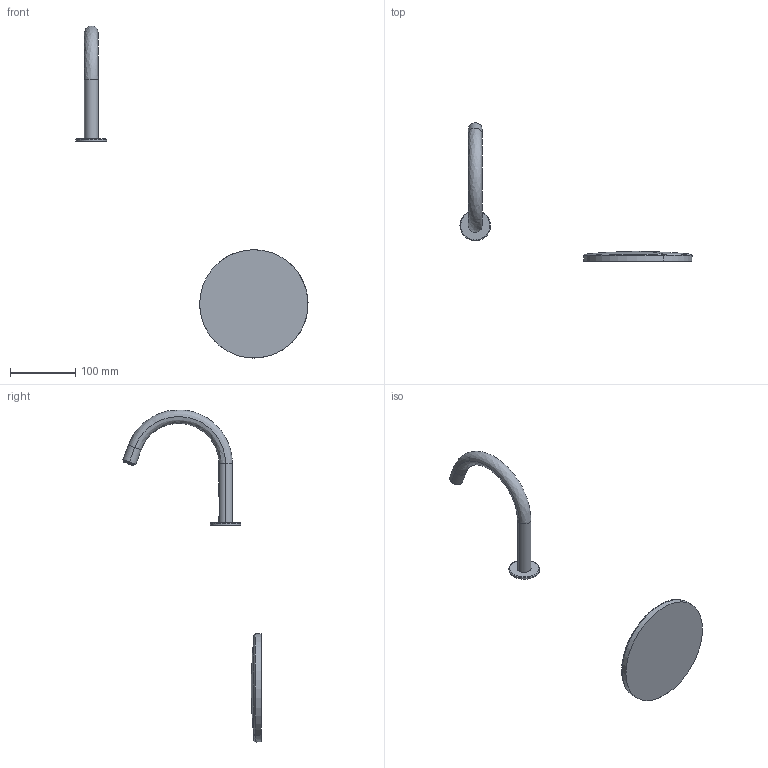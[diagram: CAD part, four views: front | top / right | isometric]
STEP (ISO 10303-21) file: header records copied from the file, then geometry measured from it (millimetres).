
FILE_DESCRIPTION(('CAx-IF Rec.Pracs.---Model Styling and Organization---1.2---2011-12-15','CAx-IF Rec.Pracs.---Geometric and Assembly Validation Properties---4.1---2014-06-16','CAx-IF Rec.Pracs.---PMI Polyline Presentation---2.0---2013-05-24'),'2;1');
FILE_NAME('1000123144_PPR_000.stp','2018-01-31T12:15:59+01:00',(''),(''),'STEP Interface 4.1 by CT CoreTechnologie','3D_Evolution4.1 by CT CoreTechnologie','');
FILE_SCHEMA(('AP203_CONFIGURATION_CONTROLLED_3D_DESIGN_OF_MECHANICAL_PARTS_AND_ASSEMBLIES_MIM_LF'));
Length unit declared in the file: millimetre
Products named in the file (7): P_2 Fertigset AX Uno Elektronik WTM 1000123144_PPR_000_A0; P_2 Blechrosette D170_IR Wandauslauf AX 1000111851_PPA_000_A0; P_2 Auslauf WTA-SM iTap 1000123142_PPR_000_A0; P_2 EB Auslauf WTA-SM iTap 1000123141_PPA_000_A0; P_2 EB_Rosette_Loetbaugruppe_iTap 1000123140_PPA_000_A0; P_2 KS-Fenster_iTap Axor Uno 1000123143_PPA_000_A0; P_2 SR_CA-M16,5x1_HC_1,0gpm-air_blau 1000123219_PPA_000_A0
Assembly tree (6 placements, depth 3):
  P_2 Fertigset AX Uno Elektronik WTM 1000123144_PPR_000_A0
    P_2 Blechrosette D170_IR Wandauslauf AX 1000111851_PPA_000_A0
    P_2 Auslauf WTA-SM iTap 1000123142_PPR_000_A0
      P_2 EB Auslauf WTA-SM iTap 1000123141_PPA_000_A0
      P_2 EB_Rosette_Loetbaugruppe_iTap 1000123140_PPA_000_A0
    P_2 KS-Fenster_iTap Axor Uno 1000123143_PPA_000_A0
    P_2 SR_CA-M16,5x1_HC_1,0gpm-air_blau 1000123219_PPA_000_A0
Bounding box: 356.77 x 212.37 x 510.47 mm (x, y, z)
Volume: 393959.9 mm3; surface area: 77503.3 mm2
Topology: 5 solids, 6 shells, 711 faces, 1829 edges, 1185 vertices
Faces by surface type: plane 570, cylinder 79, bspline 62
Entity records: 31016 total; most frequent: CARTESIAN_POINT 5826, ORIENTED_EDGE 3642, DIRECTION 3465, EDGE_CURVE 1821, VECTOR 1477, LINE 1477, VERTEX_POINT 1185, AXIS2_PLACEMENT_3D 994
